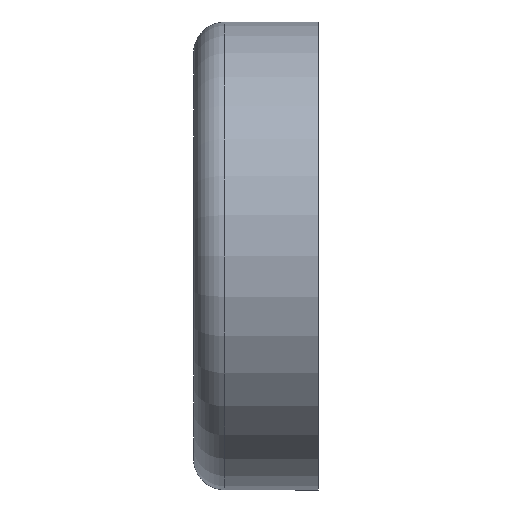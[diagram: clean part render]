
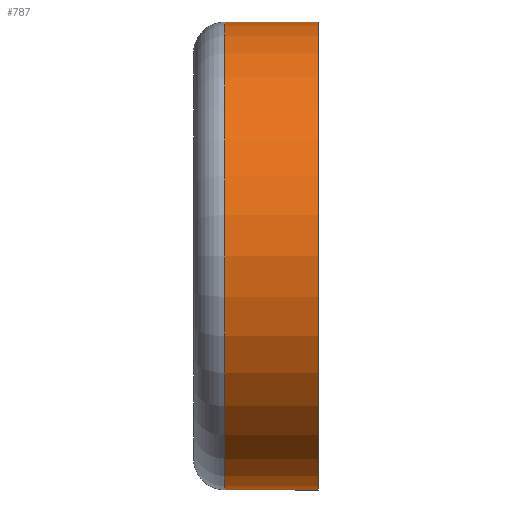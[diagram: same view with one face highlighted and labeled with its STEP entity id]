
A CAD part, left-side view. The second image highlights one B-rep face of the part: STEP entity #787.
In plain terms, the highlighted cylindrical face has radius 22.5 mm (diameter 45 mm), a partial arc.
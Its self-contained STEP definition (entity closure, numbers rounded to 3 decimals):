
#273 = CARTESIAN_POINT ( 'NONE',  ( 0., 9., -22.5 ) ) ;
#787 = ADVANCED_FACE ( 'NONE', ( #7551 ), #9531, .T. ) ;
#3049 = EDGE_LOOP ( 'NONE', ( #3834, #10130, #7696, #12583 ) ) ;
#3834 = ORIENTED_EDGE ( 'NONE', *, *, #9792, .F. ) ;
#4822 = LINE ( 'NONE', #14678, #9603 ) ;
#5785 = DIRECTION ( 'NONE',  ( 0., -1., 0. ) ) ;
#6234 = LINE ( 'NONE', #7208, #15981 ) ;
#6289 = VERTEX_POINT ( 'NONE', #12700 ) ;
#6474 = VERTEX_POINT ( 'NONE', #10734 ) ;
#6801 = CARTESIAN_POINT ( 'NONE',  ( 0., 9., 0. ) ) ;
#7039 = VERTEX_POINT ( 'NONE', #273 ) ;
#7138 = EDGE_CURVE ( 'NONE', #11188, #7039, #10438, .T. ) ;
#7208 = CARTESIAN_POINT ( 'NONE',  ( 0., 0., 22.5 ) ) ;
#7377 = DIRECTION ( 'NONE',  ( 0., -1., 0. ) ) ;
#7551 = FACE_OUTER_BOUND ( 'NONE', #3049, .T. ) ;
#7696 = ORIENTED_EDGE ( 'NONE', *, *, #13976, .T. ) ;
#7809 = AXIS2_PLACEMENT_3D ( 'NONE', #9474, #5785, #10904 ) ;
#8121 = DIRECTION ( 'NONE',  ( 0., 0., -1. ) ) ;
#8824 = DIRECTION ( 'NONE',  ( 0., -1., 0. ) ) ;
#9474 = CARTESIAN_POINT ( 'NONE',  ( 0., 0., 0. ) ) ;
#9531 = CYLINDRICAL_SURFACE ( 'NONE', #7809, 22.5 ) ;
#9603 = VECTOR ( 'NONE', #13448, 1000. ) ;
#9792 = EDGE_CURVE ( 'NONE', #11188, #6289, #6234, .T. ) ;
#10130 = ORIENTED_EDGE ( 'NONE', *, *, #7138, .T. ) ;
#10438 = CIRCLE ( 'NONE', #13306, 22.5 ) ;
#10734 = CARTESIAN_POINT ( 'NONE',  ( 0., 0., -22.5 ) ) ;
#10774 = CIRCLE ( 'NONE', #12575, 22.5 ) ;
#10904 = DIRECTION ( 'NONE',  ( 0., 0., -1. ) ) ;
#11135 = CARTESIAN_POINT ( 'NONE',  ( 0., 0., 0. ) ) ;
#11188 = VERTEX_POINT ( 'NONE', #16115 ) ;
#12575 = AXIS2_PLACEMENT_3D ( 'NONE', #11135, #8824, #16425 ) ;
#12583 = ORIENTED_EDGE ( 'NONE', *, *, #15020, .F. ) ;
#12700 = CARTESIAN_POINT ( 'NONE',  ( 0., 0., 22.5 ) ) ;
#13306 = AXIS2_PLACEMENT_3D ( 'NONE', #6801, #15710, #8121 ) ;
#13448 = DIRECTION ( 'NONE',  ( 0., -1., 0. ) ) ;
#13976 = EDGE_CURVE ( 'NONE', #7039, #6474, #4822, .T. ) ;
#14678 = CARTESIAN_POINT ( 'NONE',  ( 0., 0., -22.5 ) ) ;
#15020 = EDGE_CURVE ( 'NONE', #6289, #6474, #10774, .T. ) ;
#15710 = DIRECTION ( 'NONE',  ( 0., -1., 0. ) ) ;
#15981 = VECTOR ( 'NONE', #7377, 1000. ) ;
#16115 = CARTESIAN_POINT ( 'NONE',  ( 0., 9., 22.5 ) ) ;
#16425 = DIRECTION ( 'NONE',  ( 0., 0., -1. ) ) ;
